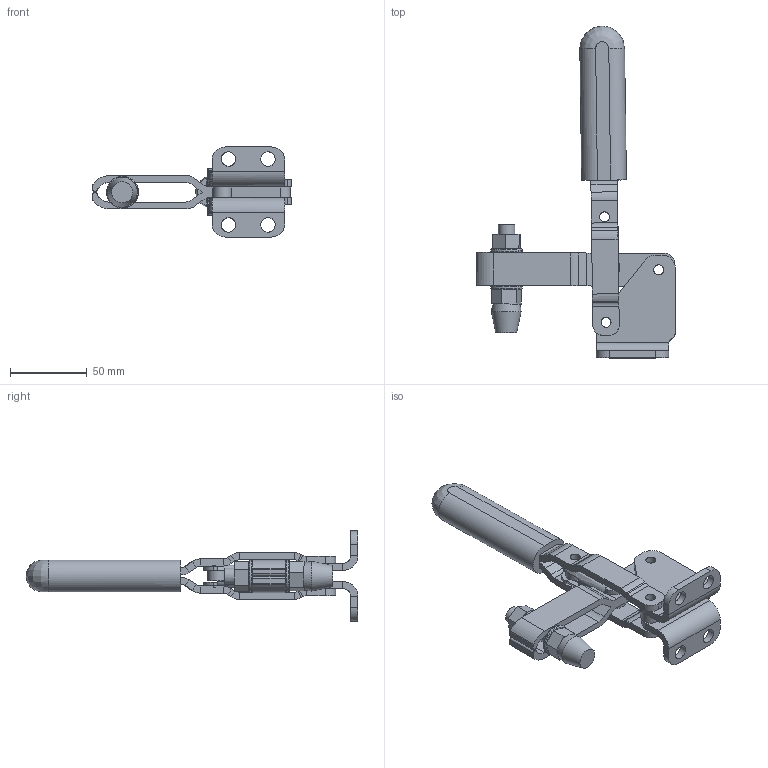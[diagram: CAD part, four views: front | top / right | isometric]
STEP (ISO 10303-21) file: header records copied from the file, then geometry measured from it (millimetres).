
FILE_DESCRIPTION(('FreeCAD Model'),'2;1');
FILE_NAME('Open CASCADE Shape Model','2025-04-17T12:08:37',('FreeCAD'),( 'FreeCAD'),'Open CASCADE STEP processor 7.6','FreeCAD','Unknown');
FILE_SCHEMA(('AUTOMOTIVE_DESIGN { 1 0 10303 214 1 1 1 1 }'));
Length unit declared in the file: millimetre
Products named in the file (1): Open CASCADE STEP translator 7.6 1
Bounding box: 129.41 x 216.37 x 58.74 mm (x, y, z)
Volume: 132925.2 mm3; surface area: 69697.4 mm2
Topology: 15 solids, 16 shells, 315 faces, 725 edges, 446 vertices
Faces by surface type: bspline 315
Entity records: 8957 total; most frequent: CARTESIAN_POINT 4576, ORIENTED_EDGE 1444, EDGE_CURVE 722, B_SPLINE_CURVE_WITH_KNOTS 481, VERTEX_POINT 441, FACE_BOUND 365, EDGE_LOOP 365, ADVANCED_FACE 315
